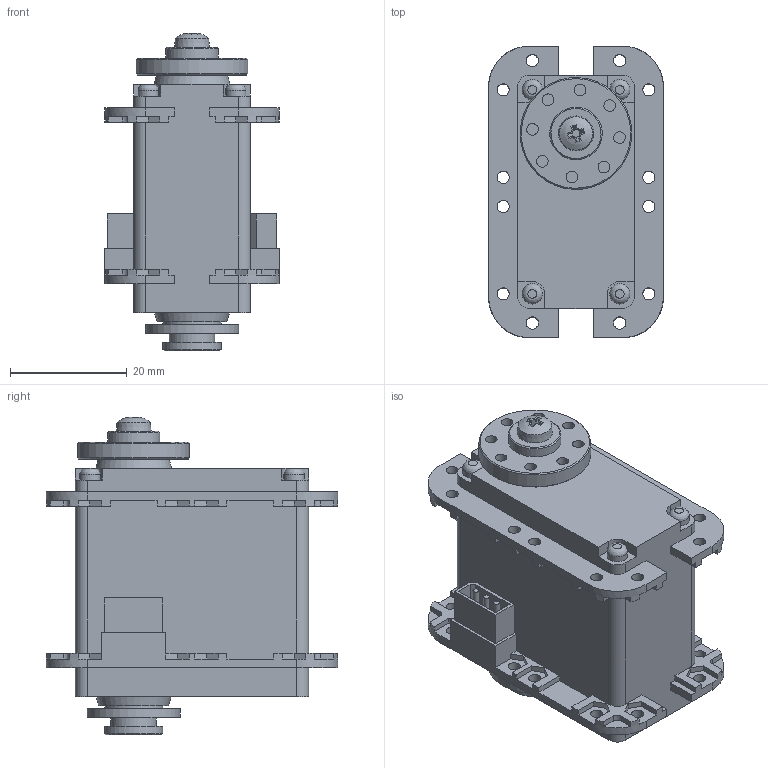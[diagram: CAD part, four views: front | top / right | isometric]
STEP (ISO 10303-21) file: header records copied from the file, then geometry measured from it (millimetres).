
FILE_DESCRIPTION(/* description */ ('SCS115'),/* implementation_level */ '2;1');
FILE_NAME(/* name */ 'Feetech SCS115.stp',/* time_stamp */ '2022-05-05T14:10:29+03:00',/* author */ ('Niko'),/* organization */ ('Feetech'),/* preprocessor_version */ 'ST-DEVELOPER v18.1',/* originating_system */ 'Autodesk Inventor 2021',/* authorisation */ '');
FILE_SCHEMA (('AUTOMOTIVE_DESIGN { 1 0 10303 214 3 1 1 }'));
Length unit declared in the file: millimetre
Products named in the file (6): Сервопривод; scs115 body; scs115 flange; scs115 washer; scs115 idler; DIN 7985 (H) - M3x6-H
Assembly tree (6 placements, depth 2):
  Сервопривод
    scs115 body
    scs115 flange
    DIN 7985 (H) - M3x6-H  x2
    scs115 washer
    scs115 idler
Bounding box: 30 x 50 x 54.49 mm (x, y, z)
Volume: 35602.3 mm3; surface area: 12124.2 mm2
Topology: 6 solids, 6 shells, 571 faces, 1593 edges, 1061 vertices
Faces by surface type: plane 410, cylinder 92, cone 42, bspline 23, sphere 2, torus 2
Full cylindrical faces by diameter (mm): 1 x6, 2 x8, 2.1 x24, 2.75 x2, 3 x5, 3.2 x1, 3.5 x4, 5.5 x1, 6 x1, 7.8 x1, 8 x1, 8.5 x1, 9 x1, 10 x2, 16 x1, 19.2 x1
Entity records: 17683 total; most frequent: CARTESIAN_POINT 3511, ORIENTED_EDGE 2978, DIRECTION 2717, EDGE_CURVE 1489, LINE 1091, VECTOR 1091, VERTEX_POINT 992, AXIS2_PLACEMENT_3D 813
